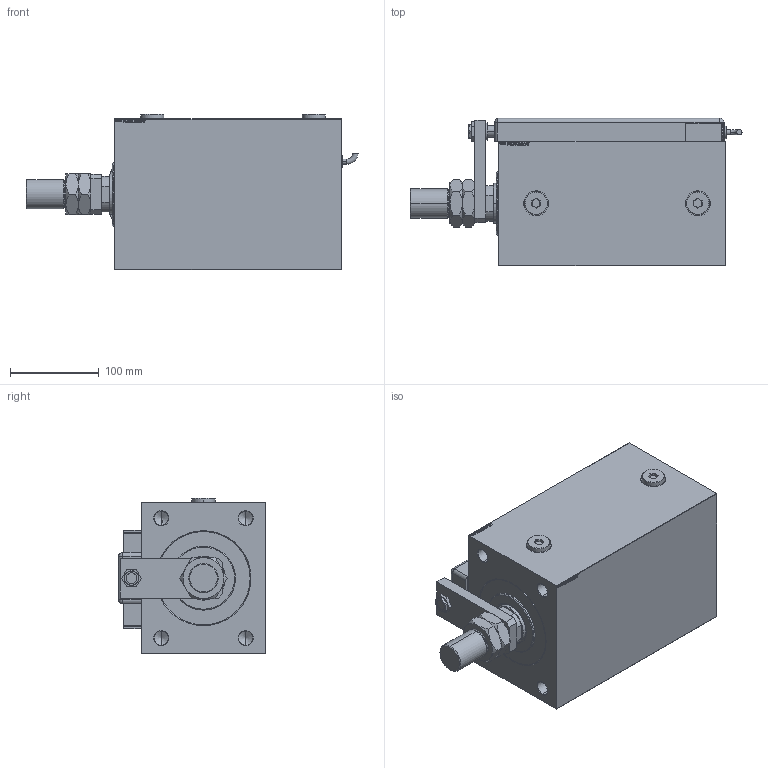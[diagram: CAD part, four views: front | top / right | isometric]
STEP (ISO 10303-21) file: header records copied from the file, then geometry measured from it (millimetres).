
FILE_DESCRIPTION (( 'STEP AP203' ), '1' );
FILE_NAME ('d652.STEP', '2024-02-11T23:31:45', ( '' ), ( '' ), 'SwSTEP 2.0', 'SolidWorks 2019', '' );
FILE_SCHEMA (( 'CONFIG_CONTROL_DESIGN' ));
Length unit declared in the file: millimetre
Products named in the file (15): Zatka_OIL_PORT dd4a077c153d6e374c0ae89611fcb964; d652; SWITCH DIM A_G dd4a077c153d6e374c0ae89611fcb964; SWITCH Q dd4a077c153d6e374c0ae89611fcb964; NUT_D19 dd4a077c153d6e374c0ae89611fcb964; KRYT dd4a077c153d6e374c0ae89611fcb964; V450CM_VC_B dd4a077c153d6e374c0ae89611fcb964; TYC dd4a077c153d6e374c0ae89611fcb964; MAGNETIC SWITCH Q dd4a077c153d6e374c0ae89611fcb964; NUT_D13 dd4a077c153d6e374c0ae89611fcb964; SWITCH_Q_FRONT_BACK dd4a077c153d6e374c0ae89611fcb964; Q_T_W_MTA dd4a077c153d6e374c0ae89611fcb964; ZARAZKA_Q dd4a077c153d6e374c0ae89611fcb964; V450CM_B_Body dd4a077c153d6e374c0ae89611fcb964; V450CM_B_VCP dd4a077c153d6e374c0ae89611fcb964
Assembly tree (16 placements, depth 3):
  d652
    V450CM_B_Body dd4a077c153d6e374c0ae89611fcb964
    V450CM_B_VCP dd4a077c153d6e374c0ae89611fcb964
    V450CM_VC_B dd4a077c153d6e374c0ae89611fcb964
    MAGNETIC SWITCH Q dd4a077c153d6e374c0ae89611fcb964
      SWITCH_Q_FRONT_BACK dd4a077c153d6e374c0ae89611fcb964
      TYC dd4a077c153d6e374c0ae89611fcb964
      ZARAZKA_Q dd4a077c153d6e374c0ae89611fcb964
      SWITCH DIM A_G dd4a077c153d6e374c0ae89611fcb964
      NUT_D19 dd4a077c153d6e374c0ae89611fcb964
      NUT_D13 dd4a077c153d6e374c0ae89611fcb964
      KRYT dd4a077c153d6e374c0ae89611fcb964
      SWITCH Q dd4a077c153d6e374c0ae89611fcb964  x2
    Q_T_W_MTA dd4a077c153d6e374c0ae89611fcb964
    Zatka_OIL_PORT dd4a077c153d6e374c0ae89611fcb964  x2
Bounding box: 373.76 x 165.8 x 174.9 mm (x, y, z)
Volume: 5395279 mm3; surface area: 498600 mm2
Topology: 16 solids, 16 shells, 1371 faces, 3432 edges, 2229 vertices
Faces by surface type: plane 657, bspline 471, cylinder 131, cone 86, torus 24, sphere 2
Entity records: 63149 total; most frequent: CARTESIAN_POINT 33202, ORIENTED_EDGE 6556, DIRECTION 4316, EDGE_CURVE 3278, VERTEX_POINT 2145, LINE 1922, VECTOR 1922, EDGE_LOOP 1487
